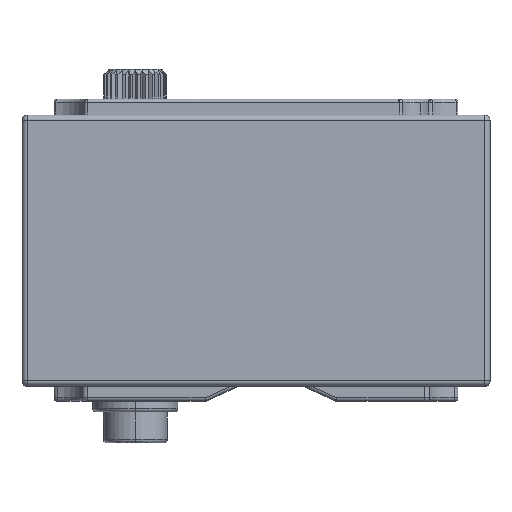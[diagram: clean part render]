
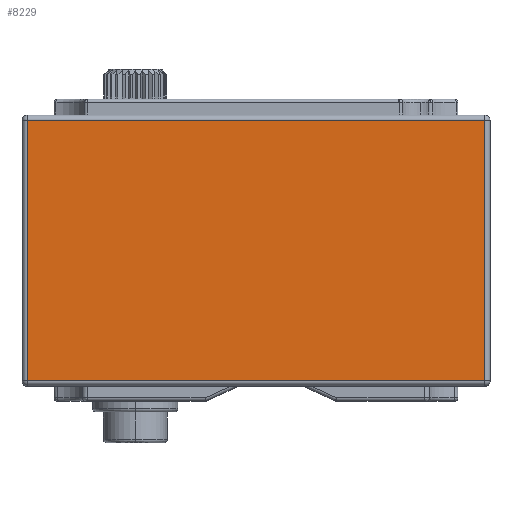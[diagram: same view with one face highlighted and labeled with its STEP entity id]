
A CAD part, top view. The second image highlights one B-rep face of the part: STEP entity #8229.
In plain terms, the highlighted planar face has unit normal (0, 0, 1).
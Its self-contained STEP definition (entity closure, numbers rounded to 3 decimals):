
#597 = CARTESIAN_POINT ( 'NONE',  ( 21.512, -12.25, 11.462 ) ) ;
#717 = ORIENTED_EDGE ( 'NONE', *, *, #2863, .T. ) ;
#1609 = PLANE ( 'NONE',  #3488 ) ;
#1814 = VECTOR ( 'NONE', #4728, 1000. ) ;
#2083 = DIRECTION ( 'NONE',  ( -1., 0., 0. ) ) ;
#2297 = LINE ( 'NONE', #5310, #3518 ) ;
#2543 = LINE ( 'NONE', #5728, #8132 ) ;
#2676 = DIRECTION ( 'NONE',  ( 1., 0., 0. ) ) ;
#2863 = EDGE_CURVE ( 'NONE', #6801, #6866, #4572, .T. ) ;
#3214 = CARTESIAN_POINT ( 'NONE',  ( 21.512, 12.75, 11.462 ) ) ;
#3488 = AXIS2_PLACEMENT_3D ( 'NONE', #6719, #7361, #7446 ) ;
#3518 = VECTOR ( 'NONE', #2083, 1000. ) ;
#3882 = EDGE_CURVE ( 'NONE', #8254, #6801, #2543, .T. ) ;
#4572 = LINE ( 'NONE', #3214, #7789 ) ;
#4725 = EDGE_CURVE ( 'NONE', #6866, #6017, #2297, .T. ) ;
#4728 = DIRECTION ( 'NONE',  ( 0., -1., 0. ) ) ;
#4767 = EDGE_CURVE ( 'NONE', #6017, #8254, #5109, .T. ) ;
#5033 = DIRECTION ( 'NONE',  ( 0., 1., 0. ) ) ;
#5109 = LINE ( 'NONE', #7247, #1814 ) ;
#5310 = CARTESIAN_POINT ( 'NONE',  ( -22.012, 12.25, 11.462 ) ) ;
#5400 = ORIENTED_EDGE ( 'NONE', *, *, #3882, .T. ) ;
#5728 = CARTESIAN_POINT ( 'NONE',  ( -22.012, -12.25, 11.462 ) ) ;
#5771 = ORIENTED_EDGE ( 'NONE', *, *, #4767, .T. ) ;
#6017 = VERTEX_POINT ( 'NONE', #6332 ) ;
#6107 = CARTESIAN_POINT ( 'NONE',  ( -21.512, -12.25, 11.462 ) ) ;
#6256 = ORIENTED_EDGE ( 'NONE', *, *, #4725, .T. ) ;
#6332 = CARTESIAN_POINT ( 'NONE',  ( -21.512, 12.25, 11.462 ) ) ;
#6719 = CARTESIAN_POINT ( 'NONE',  ( -22.012, 12.75, 11.462 ) ) ;
#6801 = VERTEX_POINT ( 'NONE', #597 ) ;
#6866 = VERTEX_POINT ( 'NONE', #6880 ) ;
#6880 = CARTESIAN_POINT ( 'NONE',  ( 21.512, 12.25, 11.462 ) ) ;
#7247 = CARTESIAN_POINT ( 'NONE',  ( -21.512, 12.75, 11.462 ) ) ;
#7361 = DIRECTION ( 'NONE',  ( 0., 0., 1. ) ) ;
#7446 = DIRECTION ( 'NONE',  ( 1., 0., 0. ) ) ;
#7569 = EDGE_LOOP ( 'NONE', ( #6256, #5771, #5400, #717 ) ) ;
#7789 = VECTOR ( 'NONE', #5033, 1000. ) ;
#8009 = FACE_OUTER_BOUND ( 'NONE', #7569, .T. ) ;
#8132 = VECTOR ( 'NONE', #2676, 1000. ) ;
#8229 = ADVANCED_FACE ( 'NONE', ( #8009 ), #1609, .T. ) ;
#8254 = VERTEX_POINT ( 'NONE', #6107 ) ;
